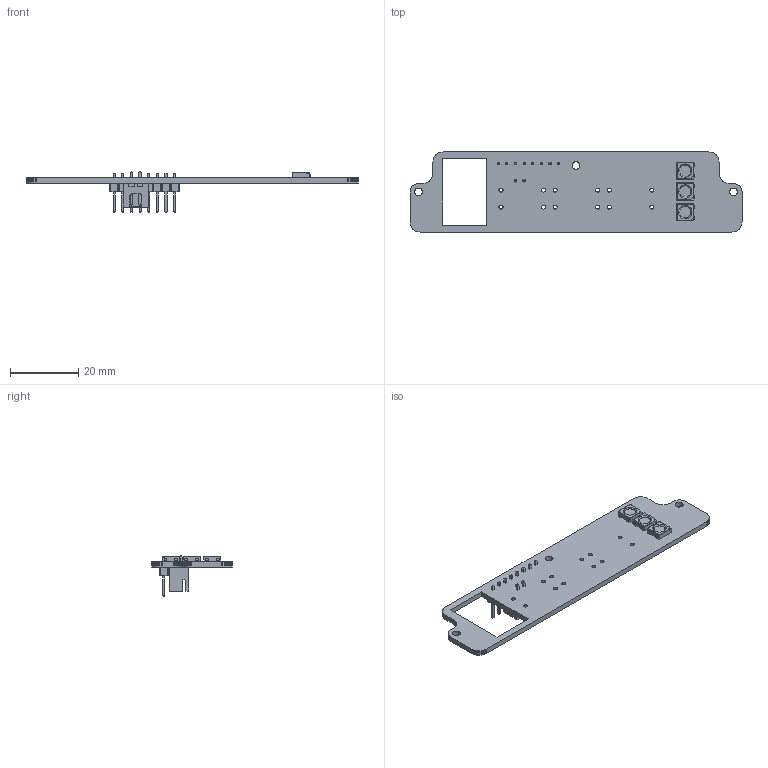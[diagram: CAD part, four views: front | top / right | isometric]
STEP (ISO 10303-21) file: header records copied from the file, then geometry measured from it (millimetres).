
FILE_DESCRIPTION(('KiCad electronic assembly'),'2;1');
FILE_NAME('IO_Board.step','2023-12-23T21:40:34',('Pcbnew'),('Kicad'), 'Open CASCADE STEP processor 7.7','KiCad to STEP converter','Unknown' );
FILE_SCHEMA(('AUTOMOTIVE_DESIGN { 1 0 10303 214 1 1 1 1 }'));
Length unit declared in the file: millimetre
Products named in the file (8): IO_Board 1; LED_WS2812B_PLCC4_5.0x5.0mm_P3.2mm; SOLID; JST_XH_B2B-XH-A_1x02_P2.50mm_Vertical; PinHeader_1x08_P2.54mm_Vertical; IO_Board PCB
Assembly tree (9 placements, depth 3):
  IO_Board 1
    LED_WS2812B_PLCC4_5.0x5.0mm_P3.2mm  x3
      SOLID
    JST_XH_B2B-XH-A_1x02_P2.50mm_Vertical
      SOLID
    PinHeader_1x08_P2.54mm_Vertical
      SOLID
    IO_Board PCB
Bounding box: 97.5 x 23.51 x 11.94 mm (x, y, z)
Volume: 3425.4 mm3; surface area: 5418.2 mm2
Topology: 6 solids, 6 shells, 626 faces, 1717 edges, 1114 vertices
Faces by surface type: plane 538, cylinder 85, cone 3
Full cylindrical faces by diameter (mm): 1.2 x12, 2.3 x3, 3.333 x3
Entity records: 35145 total; most frequent: CARTESIAN_POINT 5829, DIRECTION 4964, LINE 3785, VECTOR 3785, ORIENTED_EDGE 2630, PCURVE 2630, DEFINITIONAL_REPRESENTATION 2630, EDGE_CURVE 1315
